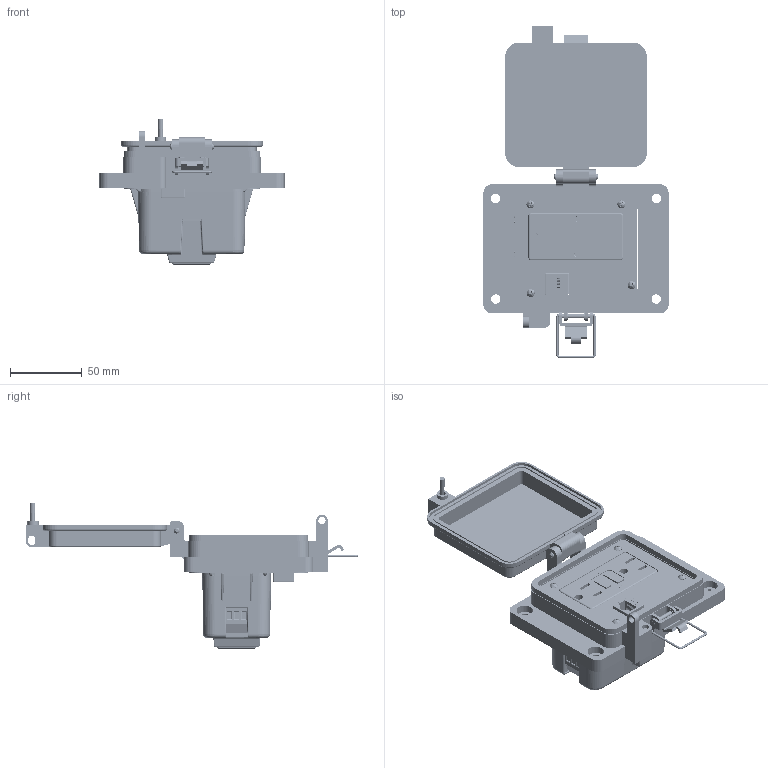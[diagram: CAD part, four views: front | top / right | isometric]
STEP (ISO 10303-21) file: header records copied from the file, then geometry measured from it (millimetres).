
FILE_DESCRIPTION (( 'STEP AP203' ), '1' );
FILE_NAME ('P-R33-K2RF0_3D.STEP', '2021-12-08T14:49:18', ( '' ), ( '' ), 'SwSTEP 2.0', 'SolidWorks 2019', '' );
FILE_SCHEMA (( 'CONFIG_CONTROL_DESIGN' ));
Length unit declared in the file: millimetre
Products named in the file (14): Z-120-RIOF-SHELL; Z-300-RJ45C5SH; -K2; 92005A124_METRIC PAN HEAD PHILLIPS MACHINE SCREW_92005A124; RF; P-R33-K2RF0_FP060_1; P-R33-K2RF0_BP180_1; P-R33-K2RF0_TP060_1; Z-200-OTLT-RIOF-15A; Z-200-OTLT-GFIH-15A_sheared; R33; P-R33-K2RF0_3D; Z-H-K2_B; Z-000-4243316TFP
Assembly tree (19 placements, depth 4):
  P-R33-K2RF0_3D
    P-R33-K2RF0_BP180_1
    92005A124_METRIC PAN HEAD PHILLIPS MACHINE SCREW_92005A124  x4
    P-R33-K2RF0_FP060_1
    Z-000-4243316TFP  x4
    P-R33-K2RF0_TP060_1
    RF
      Z-200-OTLT-RIOF-15A
        Z-120-RIOF-SHELL
        Z-200-OTLT-GFIH-15A_sheared
    R33
      Z-300-RJ45C5SH
    -K2
      Z-H-K2_B
Bounding box: 129 x 231.28 x 101.5 mm (x, y, z)
Volume: 298080.7 mm3; surface area: 186776.4 mm2
Topology: 39 solids, 45 shells, 5876 faces, 15393 edges, 9754 vertices
Faces by surface type: plane 2320, cylinder 1932, bspline 1327, cone 150, torus 89, sphere 58
Entity records: 219473 total; most frequent: CARTESIAN_POINT 104028, ORIENTED_EDGE 26580, DIRECTION 19153, EDGE_CURVE 13290, VERTEX_POINT 8377, VECTOR 7659, LINE 7659, AXIS2_PLACEMENT_3D 5747
